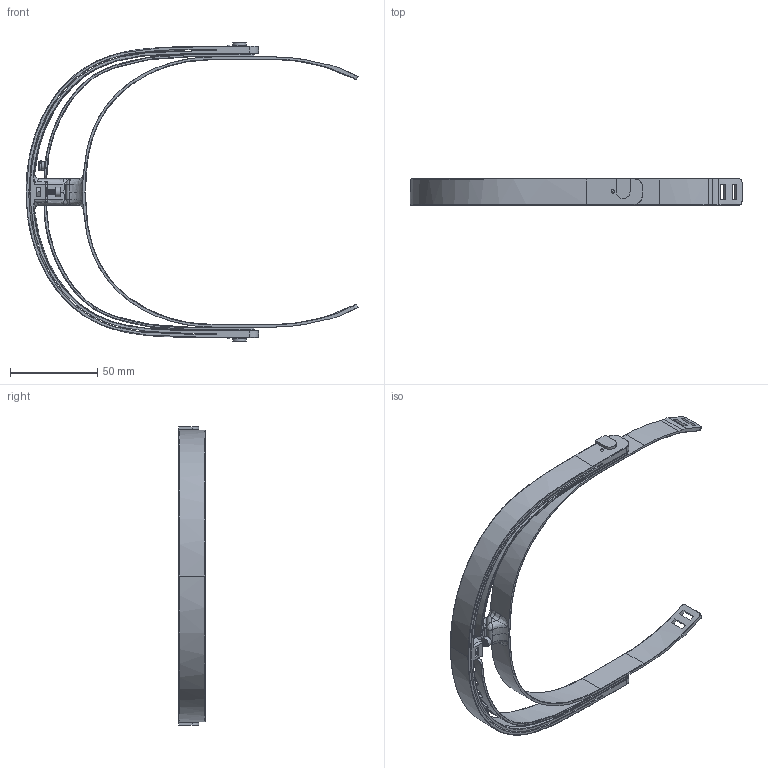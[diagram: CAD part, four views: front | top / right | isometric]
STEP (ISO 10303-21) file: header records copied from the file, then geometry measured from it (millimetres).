
FILE_DESCRIPTION(/* description */ (''),/* implementation_level */ '2;1');
FILE_NAME(/* name */ 'Visera 3.5.1.step',/* time_stamp */ '2020-03-18T12:03:46+00:00',/* author */ (''),/* organization */ (''),/* preprocessor_version */ 'ST-DEVELOPER v18',/* originating_system */ 'Autodesk Translation Framework v8.12.0.6',/* authorisation */ '');
FILE_SCHEMA (('AUTOMOTIVE_DESIGN { 1 0 10303 214 3 1 1 }'));
Length unit declared in the file: millimetre
Products named in the file (7): Visera 3.5; Apoyo; Sujecion Visera; Derecha; izquierda; 90592A085; 91290A572
Assembly tree (6 placements, depth 2):
  Visera 3.5
    Apoyo
    Sujecion Visera
    Derecha
    izquierda
    90592A085
    91290A572
Bounding box: 189.75 x 15 x 170.37 mm (x, y, z)
Volume: 38557.2 mm3; surface area: 48788.6 mm2
Topology: 10 solids, 11 shells, 444 faces, 1125 edges, 706 vertices
Faces by surface type: plane 151, bspline 135, cylinder 114, cone 42, torus 2
Full cylindrical faces by diameter (mm): 2.35 x28, 3 x34, 3.5 x2, 4.675 x1, 5.5 x1, 6 x2, 6.5 x4
Entity records: 27922 total; most frequent: CARTESIAN_POINT 18570, ORIENTED_EDGE 2226, DIRECTION 1388, EDGE_CURVE 1113, VERTEX_POINT 701, EDGE_LOOP 486, AXIS2_PLACEMENT_3D 469, LINE 450
